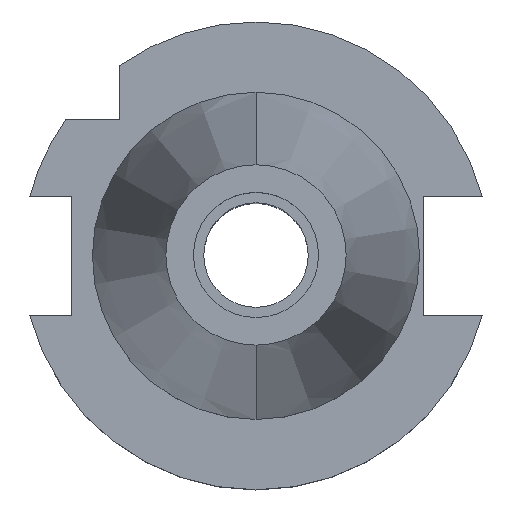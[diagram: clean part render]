
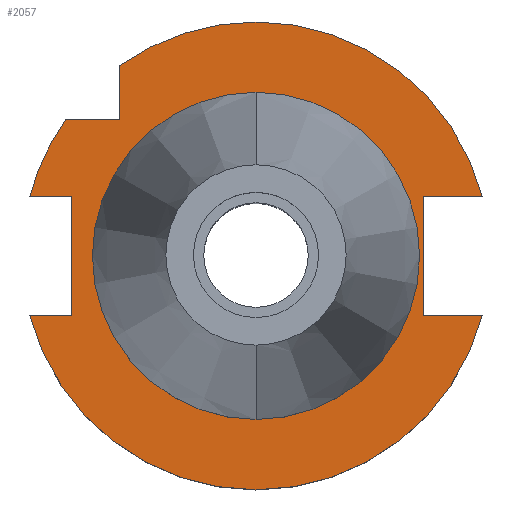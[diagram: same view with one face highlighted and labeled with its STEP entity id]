
A CAD part, top view. The second image highlights one B-rep face of the part: STEP entity #2057.
In plain terms, the highlighted planar face has unit normal (0, 0, 1).
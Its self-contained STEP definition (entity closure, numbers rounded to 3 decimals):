
#549=DIRECTION('',(0.,-1.,0.));
#550=VECTOR('',#549,7.334);
#551=CARTESIAN_POINT('',(-18.5,25.834,-3.2));
#552=LINE('',#551,#550);
#570=DIRECTION('',(1.,0.,0.));
#571=VECTOR('',#570,8.038);
#572=CARTESIAN_POINT('',(22.7,8.05,-3.2));
#573=LINE('',#572,#571);
#594=CARTESIAN_POINT('',(0.,0.,-3.2));
#595=DIRECTION('',(0.,0.,-1.));
#596=DIRECTION('',(-0.582,0.813,0.));
#597=AXIS2_PLACEMENT_3D('',#594,#595,#596);
#602=CARTESIAN_POINT('',(0.,0.,-3.2));
#603=DIRECTION('',(0.,0.,-1.));
#604=DIRECTION('',(0.,1.,0.));
#605=AXIS2_PLACEMENT_3D('',#602,#603,#604);
#610=DIRECTION('',(0.,-1.,0.));
#611=VECTOR('',#610,16.1);
#612=CARTESIAN_POINT('',(22.7,8.05,-3.2));
#613=LINE('',#612,#611);
#617=DIRECTION('',(1.,0.,0.));
#618=VECTOR('',#617,8.038);
#619=CARTESIAN_POINT('',(22.7,-8.05,-3.2));
#620=LINE('',#619,#618);
#624=CARTESIAN_POINT('',(0.,0.,-3.2));
#625=DIRECTION('',(0.,0.,-1.));
#626=DIRECTION('',(0.967,-0.253,0.));
#627=AXIS2_PLACEMENT_3D('',#624,#625,#626);
#632=CARTESIAN_POINT('',(0.,0.,-3.2));
#633=DIRECTION('',(0.,0.,-1.));
#634=DIRECTION('',(0.,-1.,0.));
#635=AXIS2_PLACEMENT_3D('',#632,#633,#634);
#640=DIRECTION('',(-1.,0.,0.));
#641=VECTOR('',#640,5.738);
#642=CARTESIAN_POINT('',(-25.,8.05,-3.2));
#643=LINE('',#642,#641);
#647=CARTESIAN_POINT('',(0.,0.,-3.2));
#648=DIRECTION('',(0.,0.,-1.));
#649=DIRECTION('',(-0.967,0.253,0.));
#650=AXIS2_PLACEMENT_3D('',#647,#648,#649);
#655=CARTESIAN_POINT('',(0.,0.,-3.2));
#656=DIRECTION('',(0.,0.,1.));
#657=DIRECTION('',(0.,-1.,0.));
#658=AXIS2_PLACEMENT_3D('',#655,#656,#657);
#663=CARTESIAN_POINT('',(0.,0.,-3.2));
#664=DIRECTION('',(0.,0.,1.));
#665=DIRECTION('',(0.,1.,0.));
#666=AXIS2_PLACEMENT_3D('',#663,#664,#665);
#874=DIRECTION('',(-1.,0.,0.));
#875=VECTOR('',#874,5.738);
#876=CARTESIAN_POINT('',(-25.,-8.05,-3.2));
#877=LINE('',#876,#875);
#898=DIRECTION('',(0.,-1.,0.));
#899=VECTOR('',#898,16.1);
#900=CARTESIAN_POINT('',(-25.,8.05,-3.2));
#901=LINE('',#900,#899);
#957=DIRECTION('',(-1.,0.,0.));
#958=VECTOR('',#957,7.334);
#959=CARTESIAN_POINT('',(-18.5,18.5,-3.2));
#960=LINE('',#959,#958);
#1393=CARTESIAN_POINT('',(22.7,-8.05,-3.2));
#1394=VERTEX_POINT('',#1393);
#1395=CARTESIAN_POINT('',(22.7,8.05,-3.2));
#1396=VERTEX_POINT('',#1395);
#1431=CARTESIAN_POINT('',(-18.5,25.834,-3.2));
#1432=VERTEX_POINT('',#1431);
#1433=CARTESIAN_POINT('',(-18.5,18.5,-3.2));
#1434=VERTEX_POINT('',#1433);
#1449=CARTESIAN_POINT('',(-25.,-8.05,-3.2));
#1450=VERTEX_POINT('',#1449);
#1451=CARTESIAN_POINT('',(-30.738,-8.05,-3.2));
#1452=VERTEX_POINT('',#1451);
#1462=CARTESIAN_POINT('',(-25.,8.05,-3.2));
#1463=VERTEX_POINT('',#1462);
#1472=CARTESIAN_POINT('',(-30.738,8.05,-3.2));
#1473=VERTEX_POINT('',#1472);
#1520=CARTESIAN_POINT('',(0.,-31.775,-3.2));
#1521=VERTEX_POINT('',#1520);
#1522=CARTESIAN_POINT('',(30.738,-8.05,-3.2));
#1523=VERTEX_POINT('',#1522);
#1524=CARTESIAN_POINT('',(30.738,8.05,-3.2));
#1525=VERTEX_POINT('',#1524);
#1526=CARTESIAN_POINT('',(0.,31.775,-3.2));
#1527=VERTEX_POINT('',#1526);
#1528=CARTESIAN_POINT('',(-25.834,18.5,-3.2));
#1529=VERTEX_POINT('',#1528);
#1530=CARTESIAN_POINT('',(0.,-22.225,-3.2));
#1531=CARTESIAN_POINT('',(0.,22.225,-3.2));
#1532=VERTEX_POINT('',#1530);
#1533=VERTEX_POINT('',#1531);
#2021=CARTESIAN_POINT('',(0.,0.,-3.2));
#2022=DIRECTION('',(0.,0.,-1.));
#2023=DIRECTION('',(0.,-1.,0.));
#2024=AXIS2_PLACEMENT_3D('',#2021,#2022,#2023);
#2025=PLANE('',#2024);
#2026=ORIENTED_EDGE('',*,*,#1972,.F.);
#2028=ORIENTED_EDGE('',*,*,#2027,.T.);
#2030=ORIENTED_EDGE('',*,*,#2029,.T.);
#2031=ORIENTED_EDGE('',*,*,#2003,.F.);
#2032=ORIENTED_EDGE('',*,*,#1905,.T.);
#2034=ORIENTED_EDGE('',*,*,#2033,.T.);
#2036=ORIENTED_EDGE('',*,*,#2035,.T.);
#2038=ORIENTED_EDGE('',*,*,#2037,.T.);
#2040=ORIENTED_EDGE('',*,*,#2039,.F.);
#2042=ORIENTED_EDGE('',*,*,#2041,.F.);
#2044=ORIENTED_EDGE('',*,*,#2043,.T.);
#2046=ORIENTED_EDGE('',*,*,#2045,.T.);
#2048=ORIENTED_EDGE('',*,*,#2047,.F.);
#2049=EDGE_LOOP('',(#2026,#2028,#2030,#2031,#2032,#2034,#2036,#2038,#2040,#2042,
#2044,#2046,#2048));
#2050=FACE_OUTER_BOUND('',#2049,.F.);
#2052=ORIENTED_EDGE('',*,*,#2051,.T.);
#2054=ORIENTED_EDGE('',*,*,#2053,.T.);
#2055=EDGE_LOOP('',(#2052,#2054));
#2056=FACE_BOUND('',#2055,.F.);
#598=CIRCLE('',#597,31.775);
#606=CIRCLE('',#605,31.775);
#628=CIRCLE('',#627,31.775);
#636=CIRCLE('',#635,31.775);
#651=CIRCLE('',#650,31.775);
#659=CIRCLE('',#658,22.225);
#667=CIRCLE('',#666,22.225);
#1905=EDGE_CURVE('',#1396,#1394,#613,.T.);
#1972=EDGE_CURVE('',#1432,#1434,#552,.T.);
#2003=EDGE_CURVE('',#1396,#1525,#573,.T.);
#2027=EDGE_CURVE('',#1432,#1527,#598,.T.);
#2029=EDGE_CURVE('',#1527,#1525,#606,.T.);
#2033=EDGE_CURVE('',#1394,#1523,#620,.T.);
#2035=EDGE_CURVE('',#1523,#1521,#628,.T.);
#2037=EDGE_CURVE('',#1521,#1452,#636,.T.);
#2039=EDGE_CURVE('',#1450,#1452,#877,.T.);
#2041=EDGE_CURVE('',#1463,#1450,#901,.T.);
#2043=EDGE_CURVE('',#1463,#1473,#643,.T.);
#2045=EDGE_CURVE('',#1473,#1529,#651,.T.);
#2047=EDGE_CURVE('',#1434,#1529,#960,.T.);
#2051=EDGE_CURVE('',#1532,#1533,#659,.T.);
#2053=EDGE_CURVE('',#1533,#1532,#667,.T.);
#2057=ADVANCED_FACE('',(#2050,#2056),#2025,.F.);
